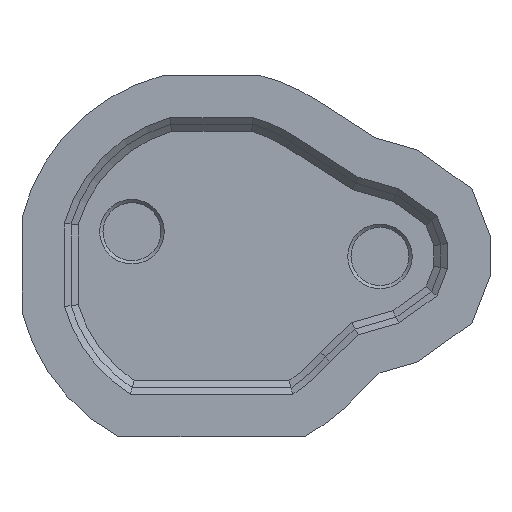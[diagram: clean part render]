
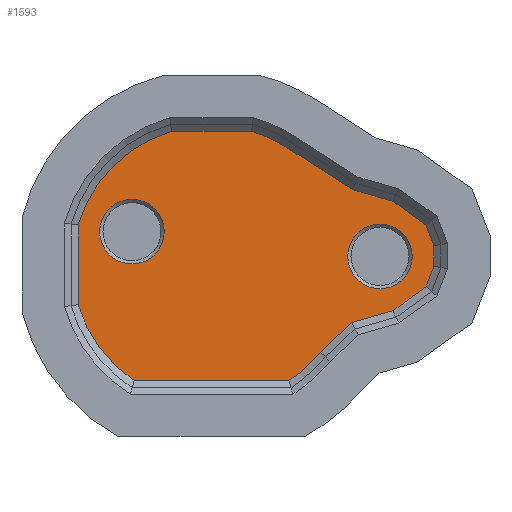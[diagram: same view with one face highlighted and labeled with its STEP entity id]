
A CAD part, front view. The second image highlights one B-rep face of the part: STEP entity #1593.
In plain terms, the highlighted planar face has unit normal (0, -1, 0).
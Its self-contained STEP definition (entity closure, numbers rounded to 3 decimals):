
#21=FACE_BOUND('',#280,.T.);
#22=FACE_BOUND('',#281,.T.);
#83=CIRCLE('',#1732,0.988);
#85=CIRCLE('',#1735,4.263);
#86=CIRCLE('',#1736,4.263);
#87=CIRCLE('',#1737,4.263);
#88=CIRCLE('',#1738,4.263);
#89=CIRCLE('',#1739,0.988);
#175=FACE_OUTER_BOUND('',#279,.T.);
#279=EDGE_LOOP('',(#1262,#1263,#1264,#1265,#1266,#1267,#1268,#1269,#1270,
#1271,#1272,#1273,#1274,#1275,#1276,#1277));
#280=EDGE_LOOP('',(#1278));
#281=EDGE_LOOP('',(#1279));
#438=LINE('',#2608,#597);
#439=LINE('',#2610,#598);
#440=LINE('',#2612,#599);
#441=LINE('',#2614,#600);
#442=LINE('',#2616,#601);
#443=LINE('',#2618,#602);
#444=LINE('',#2620,#603);
#445=LINE('',#2622,#604);
#446=LINE('',#2624,#605);
#447=LINE('',#2628,#606);
#448=LINE('',#2632,#607);
#449=LINE('',#2635,#608);
#597=VECTOR('',#2072,10.75);
#598=VECTOR('',#2073,10.75);
#599=VECTOR('',#2074,10.75);
#600=VECTOR('',#2075,10.75);
#601=VECTOR('',#2076,10.75);
#602=VECTOR('',#2077,10.75);
#603=VECTOR('',#2078,10.75);
#604=VECTOR('',#2079,10.75);
#605=VECTOR('',#2080,10.75);
#606=VECTOR('',#2083,10.75);
#607=VECTOR('',#2086,10.75);
#608=VECTOR('',#2089,10.75);
#743=VERTEX_POINT('',#2598);
#745=VERTEX_POINT('',#2604);
#746=VERTEX_POINT('',#2605);
#747=VERTEX_POINT('',#2607);
#748=VERTEX_POINT('',#2609);
#749=VERTEX_POINT('',#2611);
#750=VERTEX_POINT('',#2613);
#751=VERTEX_POINT('',#2615);
#752=VERTEX_POINT('',#2617);
#753=VERTEX_POINT('',#2619);
#754=VERTEX_POINT('',#2621);
#755=VERTEX_POINT('',#2623);
#756=VERTEX_POINT('',#2625);
#757=VERTEX_POINT('',#2627);
#758=VERTEX_POINT('',#2629);
#759=VERTEX_POINT('',#2631);
#760=VERTEX_POINT('',#2633);
#761=VERTEX_POINT('',#2636);
#926=EDGE_CURVE('',#743,#743,#83,.T.);
#929=EDGE_CURVE('',#745,#746,#85,.T.);
#930=EDGE_CURVE('',#746,#747,#438,.T.);
#931=EDGE_CURVE('',#747,#748,#439,.T.);
#932=EDGE_CURVE('',#748,#749,#440,.T.);
#933=EDGE_CURVE('',#749,#750,#441,.T.);
#934=EDGE_CURVE('',#750,#751,#442,.T.);
#935=EDGE_CURVE('',#751,#752,#443,.T.);
#936=EDGE_CURVE('',#752,#753,#444,.T.);
#937=EDGE_CURVE('',#753,#754,#445,.T.);
#938=EDGE_CURVE('',#754,#755,#446,.T.);
#939=EDGE_CURVE('',#755,#756,#86,.T.);
#940=EDGE_CURVE('',#756,#757,#447,.T.);
#941=EDGE_CURVE('',#757,#758,#87,.T.);
#942=EDGE_CURVE('',#758,#759,#448,.T.);
#943=EDGE_CURVE('',#759,#760,#88,.T.);
#944=EDGE_CURVE('',#760,#745,#449,.T.);
#945=EDGE_CURVE('',#761,#761,#89,.T.);
#1262=ORIENTED_EDGE('',*,*,#929,.T.);
#1263=ORIENTED_EDGE('',*,*,#930,.T.);
#1264=ORIENTED_EDGE('',*,*,#931,.T.);
#1265=ORIENTED_EDGE('',*,*,#932,.T.);
#1266=ORIENTED_EDGE('',*,*,#933,.T.);
#1267=ORIENTED_EDGE('',*,*,#934,.T.);
#1268=ORIENTED_EDGE('',*,*,#935,.T.);
#1269=ORIENTED_EDGE('',*,*,#936,.T.);
#1270=ORIENTED_EDGE('',*,*,#937,.T.);
#1271=ORIENTED_EDGE('',*,*,#938,.T.);
#1272=ORIENTED_EDGE('',*,*,#939,.T.);
#1273=ORIENTED_EDGE('',*,*,#940,.T.);
#1274=ORIENTED_EDGE('',*,*,#941,.T.);
#1275=ORIENTED_EDGE('',*,*,#942,.T.);
#1276=ORIENTED_EDGE('',*,*,#943,.T.);
#1277=ORIENTED_EDGE('',*,*,#944,.T.);
#1278=ORIENTED_EDGE('',*,*,#945,.F.);
#1279=ORIENTED_EDGE('',*,*,#926,.F.);
#1514=PLANE('',#1734);
#1593=ADVANCED_FACE('',(#175,#21,#22),#1514,.T.);
#1732=AXIS2_PLACEMENT_3D('',#2599,#2063,#2064);
#1734=AXIS2_PLACEMENT_3D('',#2603,#2068,#2069);
#1735=AXIS2_PLACEMENT_3D('',#2606,#2070,#2071);
#1736=AXIS2_PLACEMENT_3D('',#2626,#2081,#2082);
#1737=AXIS2_PLACEMENT_3D('',#2630,#2084,#2085);
#1738=AXIS2_PLACEMENT_3D('',#2634,#2087,#2088);
#1739=AXIS2_PLACEMENT_3D('',#2637,#2090,#2091);
#2063=DIRECTION('center_axis',(0.,-1.,0.));
#2064=DIRECTION('ref_axis',(1.,0.,0.));
#2068=DIRECTION('center_axis',(0.,-1.,0.));
#2069=DIRECTION('ref_axis',(0.,0.,-1.));
#2070=DIRECTION('center_axis',(0.,-1.,0.));
#2071=DIRECTION('ref_axis',(0.777,0.,-0.629));
#2072=DIRECTION('',(0.729,0.,0.684));
#2073=DIRECTION('',(0.961,0.,0.276));
#2074=DIRECTION('',(0.812,0.,0.584));
#2075=DIRECTION('',(0.361,0.,0.933));
#2076=DIRECTION('',(0.,0.,1.));
#2077=DIRECTION('',(-0.361,0.,0.933));
#2078=DIRECTION('',(-0.812,0.,0.584));
#2079=DIRECTION('',(-0.961,0.,0.276));
#2080=DIRECTION('',(-0.841,0.,0.541));
#2081=DIRECTION('center_axis',(0.,-1.,0.));
#2082=DIRECTION('ref_axis',(0.279,0.,0.96));
#2083=DIRECTION('',(-1.,0.,0.));
#2084=DIRECTION('center_axis',(0.,-1.,0.));
#2085=DIRECTION('ref_axis',(-0.96,0.,0.279));
#2086=DIRECTION('',(0.,0.,-1.));
#2087=DIRECTION('center_axis',(0.,-1.,0.));
#2088=DIRECTION('ref_axis',(-0.542,0.,-0.84));
#2089=DIRECTION('',(1.,0.,0.));
#2090=DIRECTION('center_axis',(0.,-1.,0.));
#2091=DIRECTION('ref_axis',(1.,0.,0.));
#2598=CARTESIAN_POINT('',(-5.076,1.613,-28.993));
#2599=CARTESIAN_POINT('Origin',(-4.088,1.613,-28.993));
#2603=CARTESIAN_POINT('Origin',(2.195,1.613,-29.536));
#2604=CARTESIAN_POINT('',(0.712,1.613,-33.553));
#2605=CARTESIAN_POINT('',(1.67,1.613,-32.677));
#2606=CARTESIAN_POINT('Origin',(-1.653,1.613,-30.006));
#2607=CARTESIAN_POINT('',(2.63,1.613,-31.776));
#2608=CARTESIAN_POINT('',(2.598,1.613,-31.805));
#2609=CARTESIAN_POINT('',(3.893,1.613,-31.413));
#2610=CARTESIAN_POINT('',(2.751,1.613,-31.741));
#2611=CARTESIAN_POINT('',(4.903,1.613,-30.688));
#2612=CARTESIAN_POINT('',(4.309,1.613,-31.115));
#2613=CARTESIAN_POINT('',(5.151,1.613,-30.048));
#2614=CARTESIAN_POINT('',(5.051,1.613,-30.304));
#2615=CARTESIAN_POINT('',(5.151,1.613,-29.426));
#2616=CARTESIAN_POINT('',(5.151,1.613,-29.461));
#2617=CARTESIAN_POINT('',(4.903,1.613,-28.786));
#2618=CARTESIAN_POINT('',(4.841,1.613,-28.627));
#2619=CARTESIAN_POINT('',(3.893,1.613,-28.061));
#2620=CARTESIAN_POINT('',(3.668,1.613,-27.899));
#2621=CARTESIAN_POINT('',(2.65,1.613,-27.704));
#2622=CARTESIAN_POINT('',(2.697,1.613,-27.718));
#2623=CARTESIAN_POINT('',(0.654,1.613,-26.42));
#2624=CARTESIAN_POINT('',(1.907,1.613,-27.227));
#2625=CARTESIAN_POINT('',(-0.433,1.613,-25.921));
#2626=CARTESIAN_POINT('Origin',(-1.653,1.613,-30.006));
#2627=CARTESIAN_POINT('',(-2.873,1.613,-25.921));
#2628=CARTESIAN_POINT('',(0.897,1.613,-25.921));
#2629=CARTESIAN_POINT('',(-5.738,1.613,-28.786));
#2630=CARTESIAN_POINT('Origin',(-1.653,1.613,-30.006));
#2631=CARTESIAN_POINT('',(-5.738,1.613,-31.226));
#2632=CARTESIAN_POINT('',(-5.738,1.613,-29.145));
#2633=CARTESIAN_POINT('',(-4.018,1.613,-33.553));
#2634=CARTESIAN_POINT('Origin',(-1.653,1.613,-30.006));
#2635=CARTESIAN_POINT('',(-0.944,1.613,-33.553));
#2636=CARTESIAN_POINT('',(2.513,1.613,-29.75));
#2637=CARTESIAN_POINT('Origin',(3.5,1.613,-29.75));
